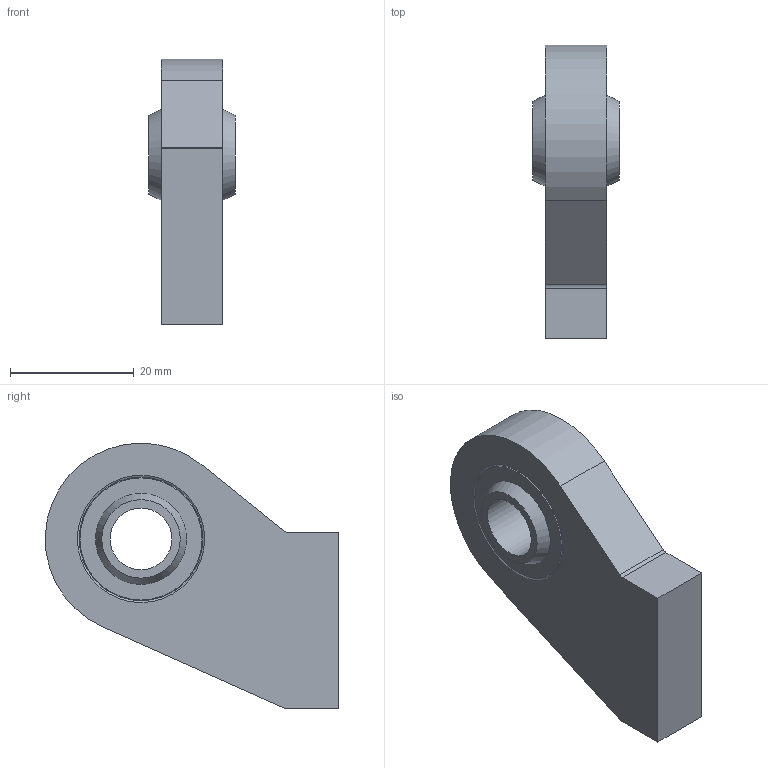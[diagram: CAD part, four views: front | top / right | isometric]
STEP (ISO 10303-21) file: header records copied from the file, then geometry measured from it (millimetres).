
FILE_DESCRIPTION(/* description */ ('STEP AP214'),/* implementation_level */ '2;1');
FILE_NAME(/* name */ '31747_LSNSG-32',/* time_stamp */ '2024-09-05T02:19:05+02:00',/* author */ ('License CC BY-ND 4.0'),/* organization */ ('CADENAS'),/* preprocessor_version */ 'ST-DEVELOPER v19.3',/* originating_system */ 'PARTsolutions',/* authorisation */ ' ');
FILE_SCHEMA (('AUTOMOTIVE_DESIGN {1 0 10303 214 3 1 1}'));
Length unit declared in the file: millimetre
Products named in the file (1): 31747 LSNSG-32
Bounding box: 14 x 47.49 x 43 mm (x, y, z)
Volume: 13251 mm3; surface area: 4649.8 mm2
Topology: 1 solids, 1 shells, 23 faces, 48 edges, 31 vertices
Faces by surface type: plane 11, cylinder 6, cone 4, torus 2
Full cylindrical faces by diameter (mm): 10 x1, 20 x2
Entity records: 598 total; most frequent: DIRECTION 106, CARTESIAN_POINT 92, ORIENTED_EDGE 76, AXIS2_PLACEMENT_3D 44, EDGE_CURVE 38, EDGE_LOOP 38, FACE_BOUND 38, VERTEX_POINT 30
